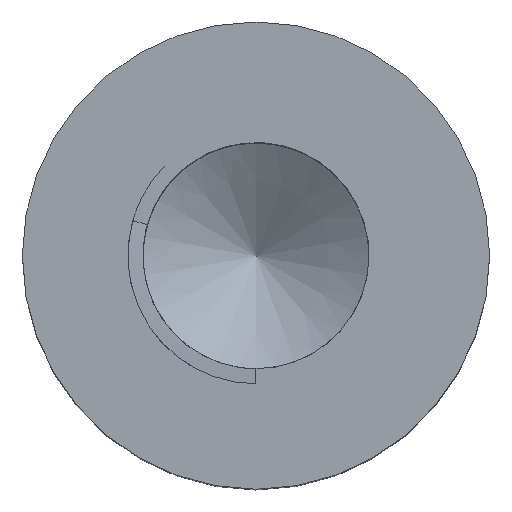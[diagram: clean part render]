
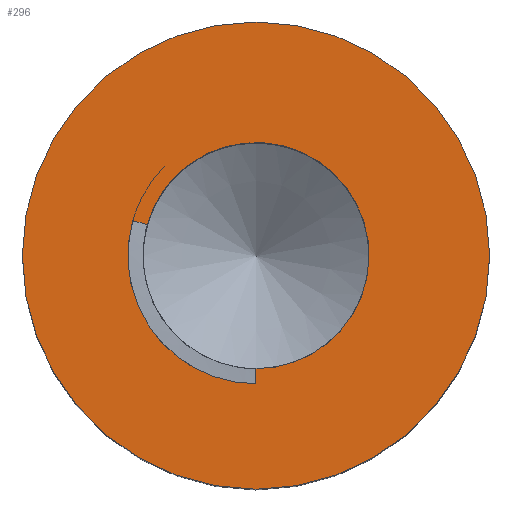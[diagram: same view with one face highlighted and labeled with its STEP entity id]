
A CAD part, top view. The second image highlights one B-rep face of the part: STEP entity #296.
In plain terms, the highlighted planar face has unit normal (0, 0, 1).
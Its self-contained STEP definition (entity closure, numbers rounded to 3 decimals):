
#17=LINE($,#3460,#25);
#25=VECTOR($,#363,1.);
#43=FACE_BOUND($,#107,.T.);
#44=FACE_BOUND($,#108,.T.);
#52=CIRCLE($,#312,8.5);
#54=CIRCLE($,#317,7.5);
#59=CIRCLE($,#327,15.5);
#65=PLANE($,#328);
#107=EDGE_LOOP($,(#257,#258,#259,#260));
#108=EDGE_LOOP($,(#261));
#122=B_SPLINE_CURVE_WITH_KNOTS($,3,(#2792,#2793,#2794,#2795,#2796,#2797),
 .UNSPECIFIED.,.F.,.F.,(4,2,4),(0.,0.05,0.1),
 .UNSPECIFIED.);
#138=VERTEX_POINT($,#2790);
#139=VERTEX_POINT($,#2791);
#142=VERTEX_POINT($,#3046);
#147=VERTEX_POINT($,#3459);
#152=VERTEX_POINT($,#3480);
#169=EDGE_CURVE($,#138,#139,#122,.T.);
#173=EDGE_CURVE($,#142,#138,#52,.T.);
#180=EDGE_CURVE($,#147,#142,#17,.T.);
#184=EDGE_CURVE($,#139,#147,#54,.T.);
#189=EDGE_CURVE($,#152,#152,#59,.T.);
#257=ORIENTED_EDGE($,*,*,#169,.T.);
#258=ORIENTED_EDGE($,*,*,#184,.T.);
#259=ORIENTED_EDGE($,*,*,#180,.T.);
#260=ORIENTED_EDGE($,*,*,#173,.T.);
#261=ORIENTED_EDGE($,*,*,#189,.F.);
#296=ADVANCED_FACE($,(#43,#44),#65,.F.);
#312=AXIS2_PLACEMENT_3D($,#3047,#355,#356);
#317=AXIS2_PLACEMENT_3D($,#3466,#372,#373);
#327=AXIS2_PLACEMENT_3D($,#3481,#392,#393);
#328=AXIS2_PLACEMENT_3D($,#3482,#394,#395);
#355=DIRECTION('center_axis',(0.,0.,-1.));
#356=DIRECTION('ref_axis',(0.,-1.,0.));
#363=DIRECTION($,(0.,-1.,0.));
#372=DIRECTION('center_axis',(0.,0.,-1.));
#373=DIRECTION('ref_axis',(1.,0.,0.));
#392=DIRECTION('center_axis',(0.,0.,-1.));
#393=DIRECTION('ref_axis',(-1.,0.,0.));
#394=DIRECTION('center_axis',(0.,0.,-1.));
#395=DIRECTION('ref_axis',(-1.,0.,0.));
#2790=CARTESIAN_POINT('',(-8.176,2.326,0.));
#2791=CARTESIAN_POINT('',(-7.214,2.052,0.));
#2792=CARTESIAN_POINT('Ctrl Pts',(-8.176,2.326,0.));
#2793=CARTESIAN_POINT('Ctrl Pts',(-8.015,2.281,0.));
#2794=CARTESIAN_POINT('Ctrl Pts',(-7.855,2.235,0.));
#2795=CARTESIAN_POINT('Ctrl Pts',(-7.534,2.144,0.));
#2796=CARTESIAN_POINT('Ctrl Pts',(-7.374,2.098,0.));
#2797=CARTESIAN_POINT('Ctrl Pts',(-7.214,2.052,0.));
#3046=CARTESIAN_POINT('',(0.,-8.5,0.));
#3047=CARTESIAN_POINT('Origin',(0.,0.,0.));
#3459=CARTESIAN_POINT('',(0.,-7.5,0.));
#3460=CARTESIAN_POINT($,(0.,-4.,0.));
#3466=CARTESIAN_POINT('Origin',(0.,0.,0.));
#3480=CARTESIAN_POINT('',(15.5,0.,0.));
#3481=CARTESIAN_POINT('Origin',(0.,0.,0.));
#3482=CARTESIAN_POINT('Origin',(0.,0.,0.));
